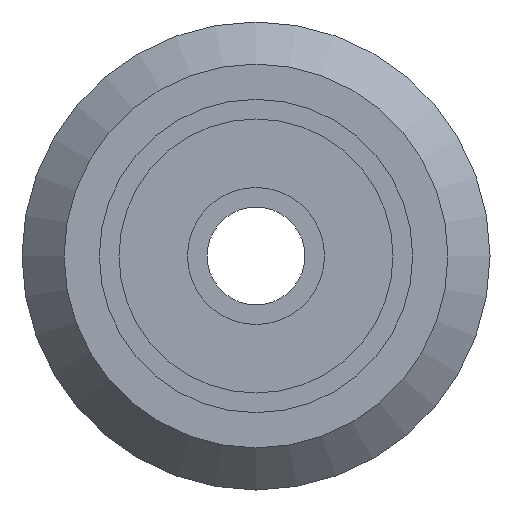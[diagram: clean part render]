
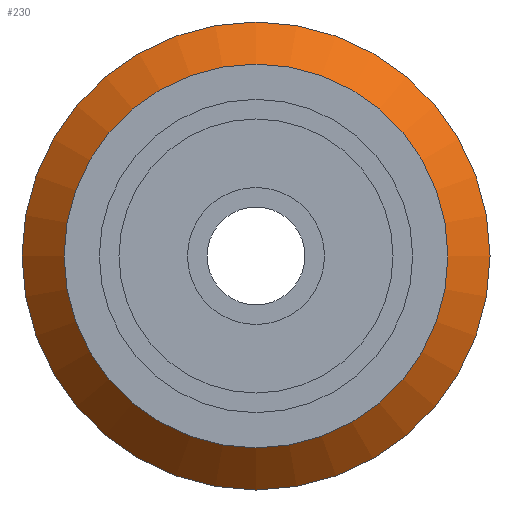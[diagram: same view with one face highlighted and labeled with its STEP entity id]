
A CAD part, front view. The second image highlights one B-rep face of the part: STEP entity #230.
In plain terms, the highlighted conical face has half-angle 45 degrees and reference radius 10.875 mm.
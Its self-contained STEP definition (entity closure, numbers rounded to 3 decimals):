
#44=FACE_OUTER_BOUND('',#63,.T.);
#63=EDGE_LOOP('',(#179,#180,#181,#182));
#87=LINE('',#397,#97);
#97=VECTOR('',#318,10.875);
#107=CIRCLE('',#264,11.95);
#109=CIRCLE('',#268,9.8);
#125=VERTEX_POINT('',#388);
#127=VERTEX_POINT('',#395);
#145=EDGE_CURVE('',#125,#125,#107,.T.);
#147=EDGE_CURVE('',#127,#127,#109,.T.);
#148=EDGE_CURVE('',#127,#125,#87,.T.);
#179=ORIENTED_EDGE('',*,*,#147,.T.);
#180=ORIENTED_EDGE('',*,*,#148,.T.);
#181=ORIENTED_EDGE('',*,*,#145,.T.);
#182=ORIENTED_EDGE('',*,*,#148,.F.);
#226=CONICAL_SURFACE('',#267,10.875,0.785);
#230=ADVANCED_FACE('',(#44),#226,.T.);
#264=AXIS2_PLACEMENT_3D('',#390,#308,#309);
#267=AXIS2_PLACEMENT_3D('',#394,#314,#315);
#268=AXIS2_PLACEMENT_3D('',#396,#316,#317);
#308=DIRECTION('center_axis',(0.,-1.,0.));
#309=DIRECTION('ref_axis',(1.,0.,0.));
#314=DIRECTION('center_axis',(0.,1.,0.));
#315=DIRECTION('ref_axis',(1.,0.,0.));
#316=DIRECTION('center_axis',(0.,1.,0.));
#317=DIRECTION('ref_axis',(1.,0.,0.));
#318=DIRECTION('',(-0.707,0.707,0.));
#388=CARTESIAN_POINT('',(-11.95,-2.95,0.));
#390=CARTESIAN_POINT('Origin',(0.,-2.95,0.));
#394=CARTESIAN_POINT('Origin',(0.,-4.025,0.));
#395=CARTESIAN_POINT('',(-9.8,-5.1,0.));
#396=CARTESIAN_POINT('Origin',(0.,-5.1,0.));
#397=CARTESIAN_POINT('',(-10.875,-4.025,0.));
